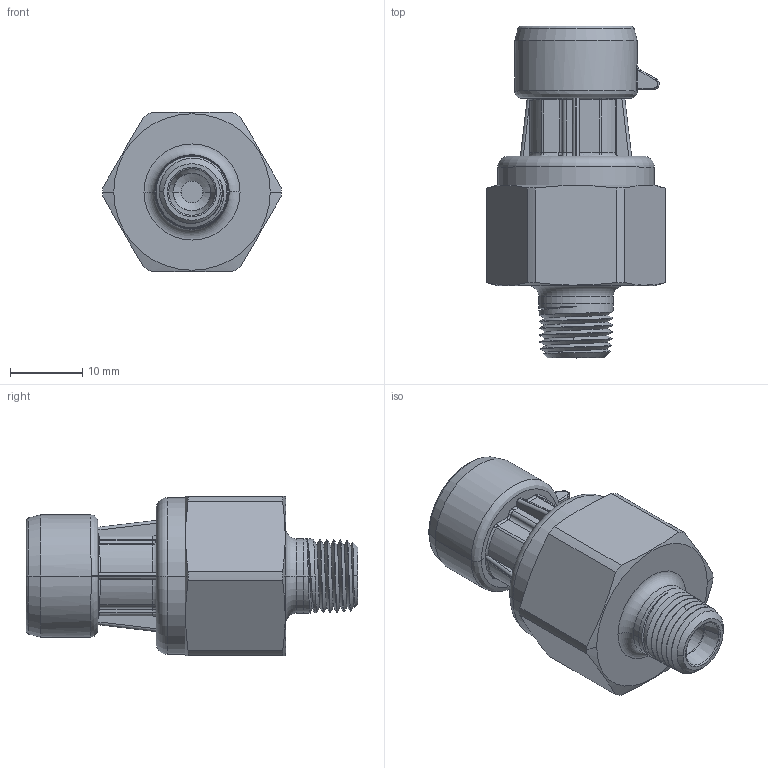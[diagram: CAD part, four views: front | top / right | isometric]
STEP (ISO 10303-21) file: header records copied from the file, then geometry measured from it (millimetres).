
FILE_DESCRIPTION((''),'2;1');
FILE_NAME('32308112-001_SW0001','2015-11-06T',('e206552'),(''),'PRO/ENGINEER BY PARAMETRIC TECHNOLOGY CORPORATION, 2014430','PRO/ENGINEER BY PARAMETRIC TECHNOLOGY CORPORATION, 2014430','');
FILE_SCHEMA(('CONFIG_CONTROL_DESIGN'));
Length unit declared in the file: millimetre
Products named in the file (1): 32308112-001_SW0001
Bounding box: 24.7 x 45.9 x 22 mm (x, y, z)
Volume: 9072 mm3; surface area: 4492.6 mm2
Topology: 1 solids, 1 shells, 317 faces, 760 edges, 454 vertices
Faces by surface type: plane 98, bspline 80, cylinder 59, cone 42, torus 25, extrusion 13
Entity records: 15410 total; most frequent: CARTESIAN_POINT 8793, ORIENTED_EDGE 1520, DIRECTION 1131, EDGE_CURVE 760, VERTEX_POINT 454, AXIS2_PLACEMENT_3D 413, EDGE_LOOP 326, FACE_OUTER_BOUND 317
